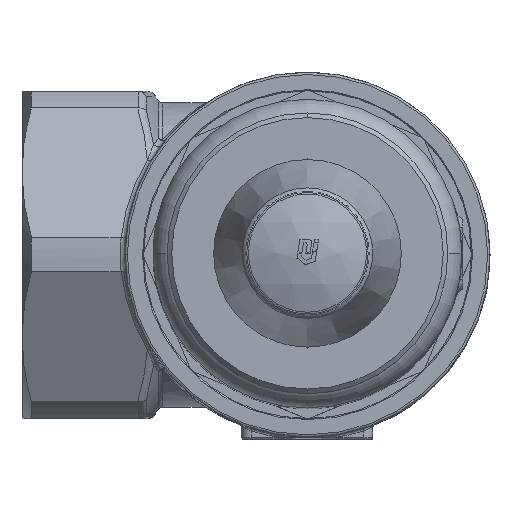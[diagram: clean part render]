
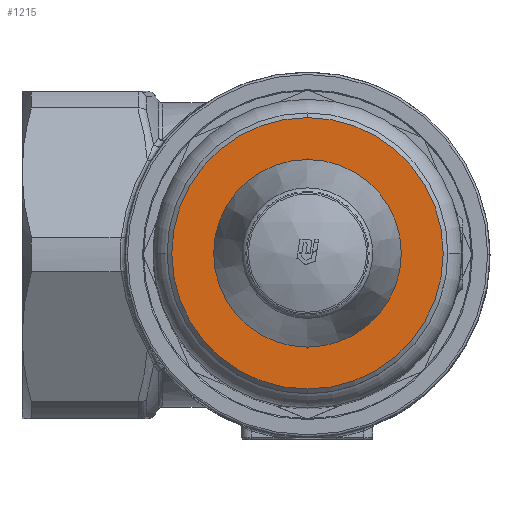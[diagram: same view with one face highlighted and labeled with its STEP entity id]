
A CAD part, top view. The second image highlights one B-rep face of the part: STEP entity #1215.
In plain terms, the highlighted planar face has unit normal (0, 0, 1).
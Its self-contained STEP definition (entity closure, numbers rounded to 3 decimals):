
#552=CARTESIAN_POINT('',(-0.,-29.,216.));
#553=VERTEX_POINT('',#552);
#554=CARTESIAN_POINT('',(0.,29.,216.));
#555=VERTEX_POINT('',#554);
#556=CARTESIAN_POINT('',(0.,0.,216.));
#557=DIRECTION('',(-0.,0.,1.));
#558=DIRECTION('',(0.,1.,-0.));
#559=AXIS2_PLACEMENT_3D('',#556,#557,#558);
#560=CIRCLE('',#559,29.);
#561=EDGE_CURVE('NONE',#553,#555,#560,.T.);
#857=CARTESIAN_POINT('',(0.,-20.05,216.));
#858=VERTEX_POINT('',#857);
#859=CARTESIAN_POINT('',(-0.,20.05,216.));
#860=VERTEX_POINT('',#859);
#861=CARTESIAN_POINT('',(0.,0.,216.));
#862=DIRECTION('',(0.,-0.,-1.));
#863=DIRECTION('',(0.,1.,-0.));
#864=AXIS2_PLACEMENT_3D('',#861,#862,#863);
#865=CIRCLE('',#864,20.05);
#866=EDGE_CURVE('NONE',#858,#860,#865,.T.);
#1190=CARTESIAN_POINT('',(30.,0.,216.));
#1191=DIRECTION('',(0.,0.,1.));
#1192=DIRECTION('',(0.,-1.,0.));
#1193=AXIS2_PLACEMENT_3D('',#1190,#1191,#1192);
#1194=PLANE('',#1193);
#1195=CARTESIAN_POINT('',(0.,0.,216.));
#1196=DIRECTION('',(-0.,0.,1.));
#1197=DIRECTION('',(0.,1.,-0.));
#1198=AXIS2_PLACEMENT_3D('',#1195,#1196,#1197);
#1199=CIRCLE('',#1198,29.);
#1200=EDGE_CURVE('NONE',#555,#553,#1199,.T.);
#1201=ORIENTED_EDGE('',*,*,#1200,.T.);
#1202=ORIENTED_EDGE('',*,*,#561,.T.);
#1203=EDGE_LOOP('',(#1201,#1202));
#1204=FACE_BOUND('',#1203,.T.);
#1205=CARTESIAN_POINT('',(0.,0.,216.));
#1206=DIRECTION('',(0.,-0.,-1.));
#1207=DIRECTION('',(0.,1.,-0.));
#1208=AXIS2_PLACEMENT_3D('',#1205,#1206,#1207);
#1209=CIRCLE('',#1208,20.05);
#1210=EDGE_CURVE('NONE',#860,#858,#1209,.T.);
#1211=ORIENTED_EDGE('',*,*,#1210,.T.);
#1212=ORIENTED_EDGE('',*,*,#866,.T.);
#1213=EDGE_LOOP('',(#1211,#1212));
#1214=FACE_BOUND('',#1213,.T.);
#1215=ADVANCED_FACE('NONE',(#1204,#1214),#1194,.T.);
